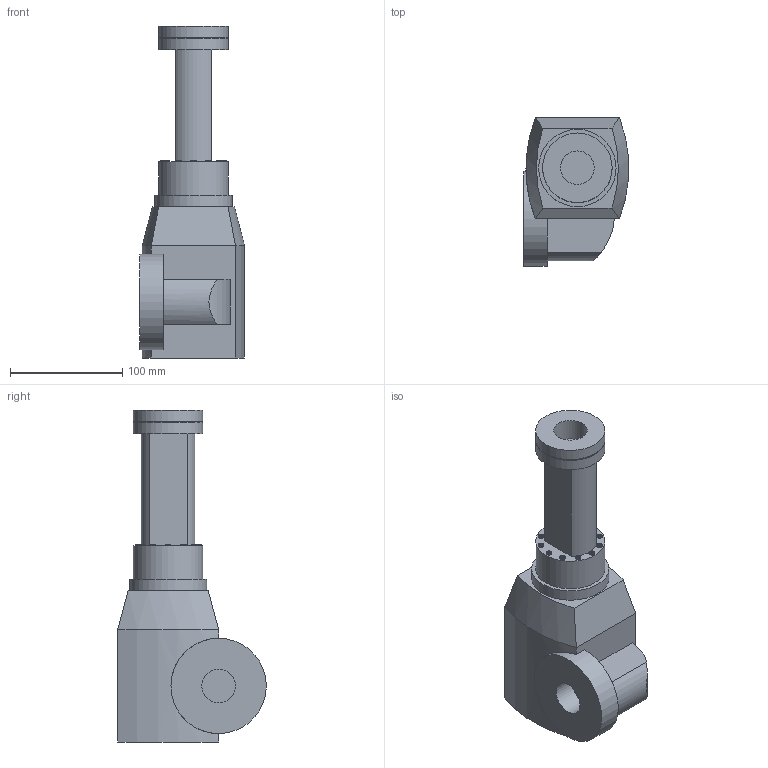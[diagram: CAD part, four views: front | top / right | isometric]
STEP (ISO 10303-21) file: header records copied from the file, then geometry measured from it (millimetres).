
FILE_DESCRIPTION(/* description */ (''),/* implementation_level */ '2;1');
FILE_NAME(/* name */ '5f02fc71ca10411899473ae5',/* time_stamp */ '2020-07-06T10:27:00+00:00',/* author */ (''),/* organization */ (''),/* preprocessor_version */ 'ST-DEVELOPER v16.7',/* originating_system */ $,/* authorisation */ $);
FILE_SCHEMA (('AUTOMOTIVE_DESIGN {1 0 10303 214 3 1 1}'));
Length unit declared in the file: metre
Products named in the file (1): Jaw 3
Bounding box: 93.54 x 132.5 x 296 mm (x, y, z)
Volume: 1451102 mm3; surface area: 101897.3 mm2
Topology: 1 solids, 1 shells, 84 faces, 146 edges, 96 vertices
Faces by surface type: plane 44, cylinder 38, cone 2
Full cylindrical faces by diameter (mm): 3 x12, 5 x12, 30 x2, 60 x1, 62 x3, 69 x1, 85 x1
Entity records: 1929 total; most frequent: DIRECTION 354, CARTESIAN_POINT 342, ORIENTED_EDGE 226, AXIS2_PLACEMENT_3D 162, EDGE_LOOP 148, FACE_BOUND 148, EDGE_CURVE 113, VERTEX_POINT 95
